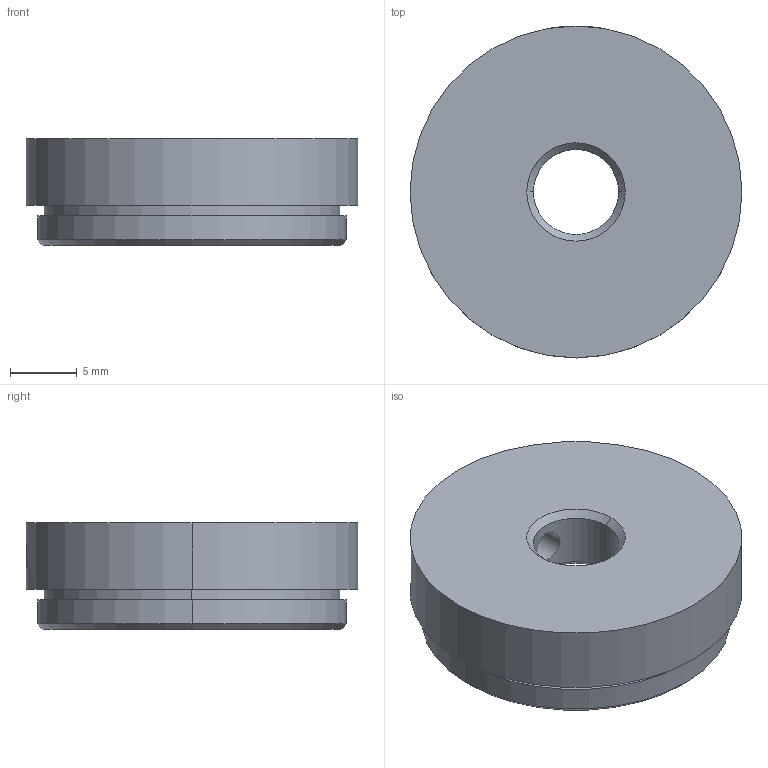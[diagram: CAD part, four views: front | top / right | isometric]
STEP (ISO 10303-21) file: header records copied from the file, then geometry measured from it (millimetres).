
FILE_DESCRIPTION (( 'STEP AP203' ), '1' );
FILE_NAME ('85536.step', '2013-10-17T14:46:54', ( 'EO' ), ( 'EO' ), 'SwSTEP 2.0', 'SolidWorks 2011', '' );
FILE_SCHEMA (( 'CONFIG_CONTROL_DESIGN' ));
Length unit declared in the file: millimetre
Products named in the file (1): 85536
Bounding box: 24.95 x 24.95 x 8 mm (x, y, z)
Volume: 2524.1 mm3; surface area: 1917.1 mm2
Topology: 1 solids, 1 shells, 23 faces, 48 edges, 30 vertices
Faces by surface type: cylinder 12, cone 6, plane 5
Entity records: 771 total; most frequent: CARTESIAN_POINT 176, DIRECTION 118, ORIENTED_EDGE 96, AXIS2_PLACEMENT_3D 50, EDGE_CURVE 48, VERTEX_POINT 30, EDGE_LOOP 30, CIRCLE 26
